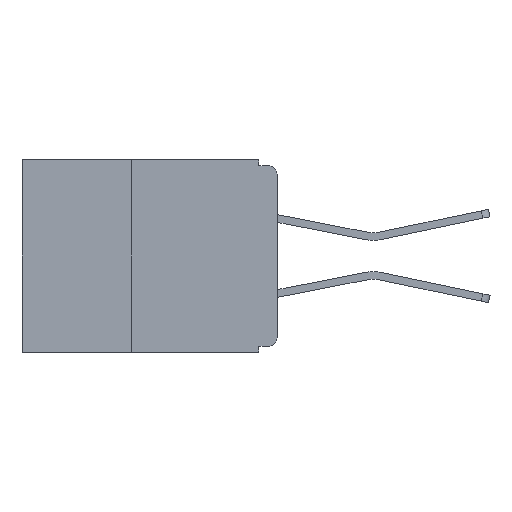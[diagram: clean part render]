
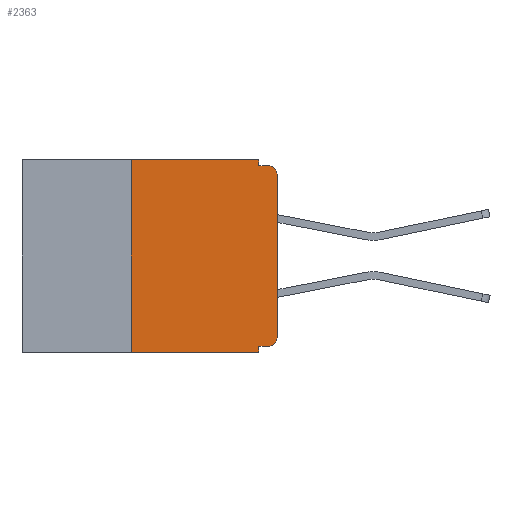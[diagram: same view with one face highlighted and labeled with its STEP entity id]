
A CAD part, left-side view. The second image highlights one B-rep face of the part: STEP entity #2363.
In plain terms, the highlighted planar face has unit normal (-1, 0, 0).
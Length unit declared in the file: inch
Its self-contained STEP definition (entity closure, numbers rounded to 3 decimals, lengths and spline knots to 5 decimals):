
#47 = DIRECTION ( 'NONE',  ( 0., -1., 0. ) ) ;
#338 = LINE ( 'NONE', #8694, #13186 ) ;
#443 = CARTESIAN_POINT ( 'NONE',  ( 0., 0.015, -0.01 ) ) ;
#776 = LINE ( 'NONE', #15204, #14450 ) ;
#882 = VECTOR ( 'NONE', #2030, 39.37008 ) ;
#1154 = LINE ( 'NONE', #7119, #4426 ) ;
#1395 = VERTEX_POINT ( 'NONE', #11107 ) ;
#1567 = VERTEX_POINT ( 'NONE', #443 ) ;
#1575 = ORIENTED_EDGE ( 'NONE', *, *, #3171, .F. ) ;
#1593 = ORIENTED_EDGE ( 'NONE', *, *, #16795, .F. ) ;
#1691 = VERTEX_POINT ( 'NONE', #5481 ) ;
#1835 = DIRECTION ( 'NONE',  ( 1., 0., 0. ) ) ;
#1848 = CARTESIAN_POINT ( 'NONE',  ( 0., 0.031, -0.01 ) ) ;
#1927 = EDGE_CURVE ( 'NONE', #8880, #7349, #3589, .T. ) ;
#1976 = EDGE_CURVE ( 'NONE', #4862, #1567, #9604, .T. ) ;
#2030 = DIRECTION ( 'NONE',  ( 0., 0., 1. ) ) ;
#2088 = CARTESIAN_POINT ( 'NONE',  ( 0., 0., 0. ) ) ;
#2191 = EDGE_LOOP ( 'NONE', ( #10115, #13708, #6733, #11648, #1575, #15425, #12696, #1593, #16864, #4631 ) ) ;
#2363 = ADVANCED_FACE ( 'NONE', ( #6378 ), #16808, .F. ) ;
#2378 = CARTESIAN_POINT ( 'NONE',  ( 0., 0., -0.32 ) ) ;
#2664 = VECTOR ( 'NONE', #47, 39.37008 ) ;
#2771 = VERTEX_POINT ( 'NONE', #9111 ) ;
#3171 = EDGE_CURVE ( 'NONE', #8911, #1395, #1154, .T. ) ;
#3295 = EDGE_CURVE ( 'NONE', #1691, #5231, #9550, .T. ) ;
#3422 = DIRECTION ( 'NONE',  ( 0., 1., 0. ) ) ;
#3589 = LINE ( 'NONE', #2378, #10439 ) ;
#4324 = EDGE_CURVE ( 'NONE', #2771, #7702, #11845, .T. ) ;
#4412 = CARTESIAN_POINT ( 'NONE',  ( 0., 0.015, -0.305 ) ) ;
#4426 = VECTOR ( 'NONE', #5639, 39.37008 ) ;
#4631 = ORIENTED_EDGE ( 'NONE', *, *, #12324, .T. ) ;
#4862 = VERTEX_POINT ( 'NONE', #1848 ) ;
#5231 = VERTEX_POINT ( 'NONE', #5903 ) ;
#5353 = CARTESIAN_POINT ( 'NONE',  ( 0., 0.031, -0.32 ) ) ;
#5481 = CARTESIAN_POINT ( 'NONE',  ( 0., 0.25, -0.33 ) ) ;
#5639 = DIRECTION ( 'NONE',  ( 0., -1., 0. ) ) ;
#5715 = DIRECTION ( 'NONE',  ( 0., 0., -1. ) ) ;
#5761 = DIRECTION ( 'NONE',  ( 0., 0., -1. ) ) ;
#5870 = CIRCLE ( 'NONE', #14024, 0.015 ) ;
#5903 = CARTESIAN_POINT ( 'NONE',  ( 0., 0.031, -0.33 ) ) ;
#6128 = CARTESIAN_POINT ( 'NONE',  ( 0., 0.25, 0. ) ) ;
#6336 = CARTESIAN_POINT ( 'NONE',  ( 0., 0.015, -0.32 ) ) ;
#6378 = FACE_OUTER_BOUND ( 'NONE', #2191, .T. ) ;
#6733 = ORIENTED_EDGE ( 'NONE', *, *, #1976, .F. ) ;
#7119 = CARTESIAN_POINT ( 'NONE',  ( 0., 0.437, 0. ) ) ;
#7349 = VERTEX_POINT ( 'NONE', #5353 ) ;
#7375 = CARTESIAN_POINT ( 'NONE',  ( 0., 0.437, 0. ) ) ;
#7702 = VERTEX_POINT ( 'NONE', #16532 ) ;
#8163 = AXIS2_PLACEMENT_3D ( 'NONE', #9152, #9135, #9131 ) ;
#8387 = EDGE_CURVE ( 'NONE', #1691, #8911, #9442, .T. ) ;
#8510 = CARTESIAN_POINT ( 'NONE',  ( 0., 0.437, -0.33 ) ) ;
#8694 = CARTESIAN_POINT ( 'NONE',  ( 0., 0.031, 0. ) ) ;
#8880 = VERTEX_POINT ( 'NONE', #6336 ) ;
#8911 = VERTEX_POINT ( 'NONE', #6128 ) ;
#8925 = DIRECTION ( 'NONE',  ( 0., -1., 0. ) ) ;
#9111 = CARTESIAN_POINT ( 'NONE',  ( 0., 0., -0.305 ) ) ;
#9131 = DIRECTION ( 'NONE',  ( 0., 0., -1. ) ) ;
#9135 = DIRECTION ( 'NONE',  ( -1., 0., 0. ) ) ;
#9152 = CARTESIAN_POINT ( 'NONE',  ( 0., 0.015, -0.025 ) ) ;
#9442 = LINE ( 'NONE', #9959, #13015 ) ;
#9550 = LINE ( 'NONE', #8510, #2664 ) ;
#9604 = LINE ( 'NONE', #10989, #13174 ) ;
#9896 = DIRECTION ( 'NONE',  ( 0., 0., 1. ) ) ;
#9959 = CARTESIAN_POINT ( 'NONE',  ( 0., 0.25, -0.33 ) ) ;
#10115 = ORIENTED_EDGE ( 'NONE', *, *, #4324, .T. ) ;
#10405 = AXIS2_PLACEMENT_3D ( 'NONE', #7375, #1835, #13627 ) ;
#10439 = VECTOR ( 'NONE', #3422, 39.37008 ) ;
#10989 = CARTESIAN_POINT ( 'NONE',  ( 0., 0., -0.01 ) ) ;
#11051 = EDGE_CURVE ( 'NONE', #7702, #1567, #15232, .T. ) ;
#11107 = CARTESIAN_POINT ( 'NONE',  ( 0., 0.031, 0. ) ) ;
#11648 = ORIENTED_EDGE ( 'NONE', *, *, #16874, .F. ) ;
#11845 = LINE ( 'NONE', #2088, #882 ) ;
#12324 = EDGE_CURVE ( 'NONE', #8880, #2771, #5870, .T. ) ;
#12696 = ORIENTED_EDGE ( 'NONE', *, *, #3295, .T. ) ;
#13015 = VECTOR ( 'NONE', #9896, 39.37008 ) ;
#13174 = VECTOR ( 'NONE', #8925, 39.37008 ) ;
#13186 = VECTOR ( 'NONE', #16688, 39.37008 ) ;
#13627 = DIRECTION ( 'NONE',  ( 0., 0., -1. ) ) ;
#13708 = ORIENTED_EDGE ( 'NONE', *, *, #11051, .T. ) ;
#13901 = DIRECTION ( 'NONE',  ( -1., 0., 0. ) ) ;
#14024 = AXIS2_PLACEMENT_3D ( 'NONE', #4412, #13901, #5761 ) ;
#14450 = VECTOR ( 'NONE', #5715, 39.37008 ) ;
#15204 = CARTESIAN_POINT ( 'NONE',  ( 0., 0.031, -0.33 ) ) ;
#15232 = CIRCLE ( 'NONE', #8163, 0.015 ) ;
#15425 = ORIENTED_EDGE ( 'NONE', *, *, #8387, .F. ) ;
#16532 = CARTESIAN_POINT ( 'NONE',  ( 0., 0., -0.025 ) ) ;
#16688 = DIRECTION ( 'NONE',  ( 0., 0., -1. ) ) ;
#16795 = EDGE_CURVE ( 'NONE', #7349, #5231, #776, .T. ) ;
#16808 = PLANE ( 'NONE',  #10405 ) ;
#16864 = ORIENTED_EDGE ( 'NONE', *, *, #1927, .F. ) ;
#16874 = EDGE_CURVE ( 'NONE', #1395, #4862, #338, .T. ) ;
